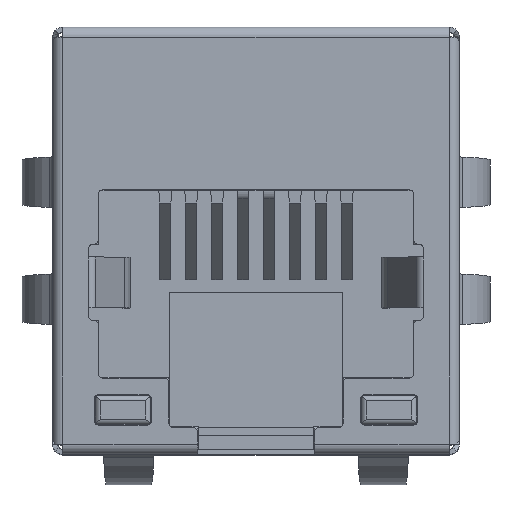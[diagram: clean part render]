
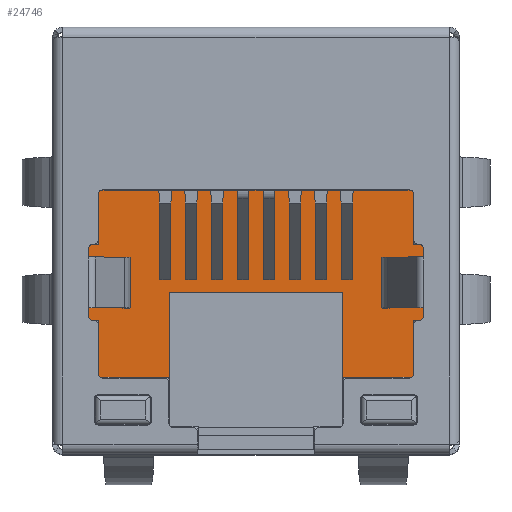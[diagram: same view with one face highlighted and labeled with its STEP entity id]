
A CAD part, top view. The second image highlights one B-rep face of the part: STEP entity #24746.
In plain terms, the highlighted face is planar.
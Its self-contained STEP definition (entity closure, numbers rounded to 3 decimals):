
#1260=ORIENTED_EDGE('',*,*,#6389,.T.);
#1261=ORIENTED_EDGE('',*,*,#6438,.T.);
#1262=ORIENTED_EDGE('',*,*,#6439,.F.);
#1263=ORIENTED_EDGE('',*,*,#6440,.F.);
#1264=ORIENTED_EDGE('',*,*,#6441,.F.);
#1265=ORIENTED_EDGE('',*,*,#6442,.F.);
#1266=ORIENTED_EDGE('',*,*,#6443,.F.);
#1267=ORIENTED_EDGE('',*,*,#6444,.F.);
#1268=ORIENTED_EDGE('',*,*,#6445,.F.);
#1269=ORIENTED_EDGE('',*,*,#6382,.F.);
#1270=ORIENTED_EDGE('',*,*,#6384,.F.);
#1271=ORIENTED_EDGE('',*,*,#6446,.T.);
#1272=ORIENTED_EDGE('',*,*,#6447,.F.);
#1273=ORIENTED_EDGE('',*,*,#6448,.F.);
#1274=ORIENTED_EDGE('',*,*,#6449,.F.);
#1275=ORIENTED_EDGE('',*,*,#6450,.F.);
#1276=ORIENTED_EDGE('',*,*,#6451,.F.);
#1277=ORIENTED_EDGE('',*,*,#6452,.F.);
#1278=ORIENTED_EDGE('',*,*,#6453,.F.);
#1279=ORIENTED_EDGE('',*,*,#6454,.T.);
#6382=EDGE_CURVE('',#8976,#8975,#10679,.T.);
#6384=EDGE_CURVE('',#8977,#8976,#10681,.T.);
#6389=EDGE_CURVE('',#8982,#8983,#10686,.T.);
#6438=EDGE_CURVE('',#8983,#9016,#10735,.T.);
#6439=EDGE_CURVE('',#9017,#9016,#10736,.T.);
#6440=EDGE_CURVE('',#9018,#9017,#10737,.T.);
#6441=EDGE_CURVE('',#9019,#9018,#10738,.T.);
#6442=EDGE_CURVE('',#9020,#9019,#10739,.T.);
#6443=EDGE_CURVE('',#9021,#9020,#10740,.T.);
#6444=EDGE_CURVE('',#9022,#9021,#10741,.T.);
#6445=EDGE_CURVE('',#8975,#9022,#10742,.T.);
#6446=EDGE_CURVE('',#8977,#9023,#10743,.T.);
#6447=EDGE_CURVE('',#9024,#9023,#10744,.T.);
#6448=EDGE_CURVE('',#9025,#9024,#10745,.T.);
#6449=EDGE_CURVE('',#9026,#9025,#10746,.T.);
#6450=EDGE_CURVE('',#9027,#9026,#10747,.T.);
#6451=EDGE_CURVE('',#9028,#9027,#10748,.T.);
#6452=EDGE_CURVE('',#9029,#9028,#10749,.T.);
#6453=EDGE_CURVE('',#9030,#9029,#10750,.T.);
#6454=EDGE_CURVE('',#9030,#8982,#10751,.T.);
#8975=VERTEX_POINT('',#32416);
#8976=VERTEX_POINT('',#32418);
#8977=VERTEX_POINT('',#32422);
#8982=VERTEX_POINT('',#32435);
#8983=VERTEX_POINT('',#32436);
#9016=VERTEX_POINT('',#32533);
#9017=VERTEX_POINT('',#32535);
#9018=VERTEX_POINT('',#32537);
#9019=VERTEX_POINT('',#32539);
#9020=VERTEX_POINT('',#32541);
#9021=VERTEX_POINT('',#32543);
#9022=VERTEX_POINT('',#32545);
#9023=VERTEX_POINT('',#32548);
#9024=VERTEX_POINT('',#32550);
#9025=VERTEX_POINT('',#32552);
#9026=VERTEX_POINT('',#32554);
#9027=VERTEX_POINT('',#32556);
#9028=VERTEX_POINT('',#32558);
#9029=VERTEX_POINT('',#32560);
#9030=VERTEX_POINT('',#32562);
#10679=LINE('',#32419,#12650);
#10681=LINE('',#32423,#12652);
#10686=LINE('',#32434,#12657);
#10735=LINE('',#32532,#12706);
#10736=LINE('',#32534,#12707);
#10737=LINE('',#32536,#12708);
#10738=LINE('',#32538,#12709);
#10739=LINE('',#32540,#12710);
#10740=LINE('',#32542,#12711);
#10741=LINE('',#32544,#12712);
#10742=LINE('',#32546,#12713);
#10743=LINE('',#32547,#12714);
#10744=LINE('',#32549,#12715);
#10745=LINE('',#32551,#12716);
#10746=LINE('',#32553,#12717);
#10747=LINE('',#32555,#12718);
#10748=LINE('',#32557,#12719);
#10749=LINE('',#32559,#12720);
#10750=LINE('',#32561,#12721);
#10751=LINE('',#32563,#12722);
#12650=VECTOR('',#27430,1000.);
#12652=VECTOR('',#27434,1000.);
#12657=VECTOR('',#27443,1000.);
#12706=VECTOR('',#27522,1000.);
#12707=VECTOR('',#27523,1000.);
#12708=VECTOR('',#27524,1000.);
#12709=VECTOR('',#27525,1000.);
#12710=VECTOR('',#27526,1000.);
#12711=VECTOR('',#27527,1000.);
#12712=VECTOR('',#27528,1000.);
#12713=VECTOR('',#27529,1000.);
#12714=VECTOR('',#27530,1000.);
#12715=VECTOR('',#27531,1000.);
#12716=VECTOR('',#27532,1000.);
#12717=VECTOR('',#27533,1000.);
#12718=VECTOR('',#27534,1000.);
#12719=VECTOR('',#27535,1000.);
#12720=VECTOR('',#27536,1000.);
#12721=VECTOR('',#27537,1000.);
#12722=VECTOR('',#27538,1000.);
#14569=EDGE_LOOP('',(#1260,#1261,#1262,#1263,#1264,#1265,#1266,#1267,#1268,
#1269,#1270,#1271,#1272,#1273,#1274,#1275,#1276,#1277,#1278,#1279));
#15682=FACE_BOUND('',#14569,.T.);
#16795=PLANE('',#25795);
#24746=ADVANCED_FACE('',(#15682),#16795,.F.);
#25795=AXIS2_PLACEMENT_3D('',#32531,#27520,#27521);
#27430=DIRECTION('',(0.,0.,1.));
#27434=DIRECTION('',(-1.,0.,0.));
#27443=DIRECTION('',(-1.,0.,0.));
#27520=DIRECTION('',(0.,1.,0.));
#27521=DIRECTION('',(0.,0.,1.));
#27522=DIRECTION('',(0.,0.,1.));
#27523=DIRECTION('',(1.,0.,0.));
#27524=DIRECTION('',(0.,0.,1.));
#27525=DIRECTION('',(1.,0.,0.));
#27526=DIRECTION('',(0.,0.,1.));
#27527=DIRECTION('',(-1.,0.,0.));
#27528=DIRECTION('',(0.,0.,1.));
#27529=DIRECTION('',(-1.,0.,0.));
#27530=DIRECTION('',(0.,0.,1.));
#27531=DIRECTION('',(-1.,0.,0.));
#27532=DIRECTION('',(0.,0.,-1.));
#27533=DIRECTION('',(-1.,0.,0.));
#27534=DIRECTION('',(0.,0.,-1.));
#27535=DIRECTION('',(1.,0.,0.));
#27536=DIRECTION('',(0.,0.,-1.));
#27537=DIRECTION('',(1.,0.,0.));
#27538=DIRECTION('',(0.,0.,-1.));
#32416=CARTESIAN_POINT('',(-4.5,-0.15,-1.996));
#32418=CARTESIAN_POINT('',(-4.5,-0.15,-2.006));
#32419=CARTESIAN_POINT('',(-4.5,-0.15,-2.006));
#32422=CARTESIAN_POINT('',(4.5,-0.15,-2.006));
#32423=CARTESIAN_POINT('',(4.5,-0.15,-2.006));
#32434=CARTESIAN_POINT('',(3.405,-0.15,2.024));
#32435=CARTESIAN_POINT('',(3.405,-0.15,2.024));
#32436=CARTESIAN_POINT('',(-3.405,-0.15,2.024));
#32531=CARTESIAN_POINT('',(0.,-0.15,0.));
#32532=CARTESIAN_POINT('',(-3.405,-0.15,2.024));
#32533=CARTESIAN_POINT('',(-3.405,-0.15,5.374));
#32534=CARTESIAN_POINT('',(-6.175,-0.15,5.374));
#32535=CARTESIAN_POINT('',(-6.175,-0.15,5.374));
#32536=CARTESIAN_POINT('',(-6.175,-0.15,3.124));
#32537=CARTESIAN_POINT('',(-6.175,-0.15,3.124));
#32538=CARTESIAN_POINT('',(-7.031,-0.15,3.124));
#32539=CARTESIAN_POINT('',(-7.031,-0.15,3.124));
#32540=CARTESIAN_POINT('',(-7.031,-0.15,0.154));
#32541=CARTESIAN_POINT('',(-7.031,-0.15,0.154));
#32542=CARTESIAN_POINT('',(-6.175,-0.15,0.154));
#32543=CARTESIAN_POINT('',(-6.175,-0.15,0.154));
#32544=CARTESIAN_POINT('',(-6.175,-0.15,-1.996));
#32545=CARTESIAN_POINT('',(-6.175,-0.15,-1.996));
#32546=CARTESIAN_POINT('',(6.175,-0.15,-1.996));
#32547=CARTESIAN_POINT('',(4.5,-0.15,-2.006));
#32548=CARTESIAN_POINT('',(4.5,-0.15,-1.996));
#32549=CARTESIAN_POINT('',(6.175,-0.15,-1.996));
#32550=CARTESIAN_POINT('',(6.175,-0.15,-1.996));
#32551=CARTESIAN_POINT('',(6.175,-0.15,0.154));
#32552=CARTESIAN_POINT('',(6.175,-0.15,0.154));
#32553=CARTESIAN_POINT('',(7.031,-0.15,0.154));
#32554=CARTESIAN_POINT('',(7.031,-0.15,0.154));
#32555=CARTESIAN_POINT('',(7.031,-0.15,3.124));
#32556=CARTESIAN_POINT('',(7.031,-0.15,3.124));
#32557=CARTESIAN_POINT('',(6.175,-0.15,3.124));
#32558=CARTESIAN_POINT('',(6.175,-0.15,3.124));
#32559=CARTESIAN_POINT('',(6.175,-0.15,5.374));
#32560=CARTESIAN_POINT('',(6.175,-0.15,5.374));
#32561=CARTESIAN_POINT('',(3.405,-0.15,5.374));
#32562=CARTESIAN_POINT('',(3.405,-0.15,5.374));
#32563=CARTESIAN_POINT('',(3.405,-0.15,7.324));
